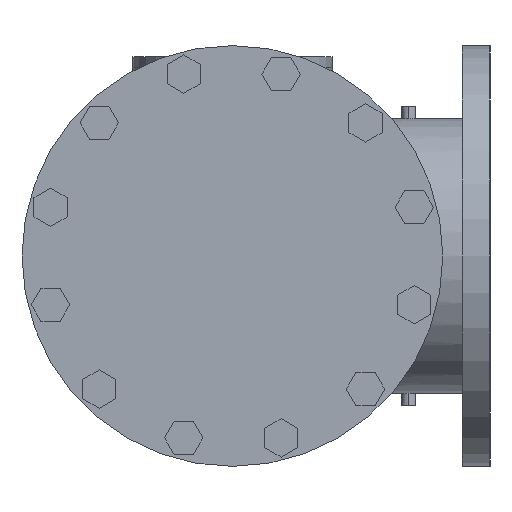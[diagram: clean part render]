
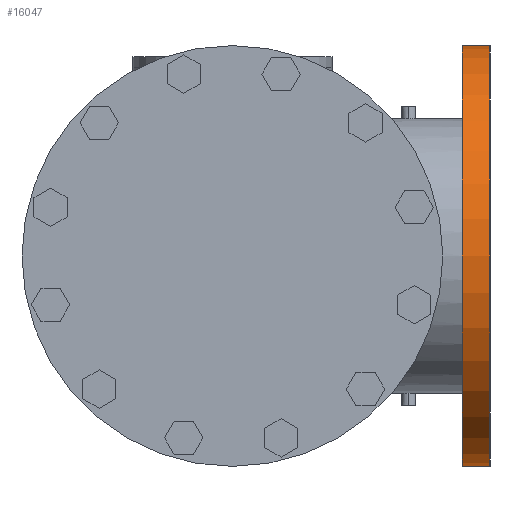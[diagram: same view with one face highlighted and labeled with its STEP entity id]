
A CAD part, left-side view. The second image highlights one B-rep face of the part: STEP entity #16047.
In plain terms, the highlighted cylindrical face has radius 241.3 mm (diameter 482.6 mm), a partial arc.
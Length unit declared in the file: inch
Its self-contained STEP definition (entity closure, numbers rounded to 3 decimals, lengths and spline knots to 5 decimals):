
#446 = VECTOR ( 'NONE', #14663, 39.37008 ) ;
#615 = CARTESIAN_POINT ( 'NONE',  ( 706.75562, 173.78136, 9.5 ) ) ;
#816 = DIRECTION ( 'NONE',  ( 0., 1., 0. ) ) ;
#1360 = VERTEX_POINT ( 'NONE', #21288 ) ;
#1709 = AXIS2_PLACEMENT_3D ( 'NONE', #7139, #816, #23143 ) ;
#1876 = CARTESIAN_POINT ( 'NONE',  ( 706.75562, 173.78136, 0. ) ) ;
#2215 = AXIS2_PLACEMENT_3D ( 'NONE', #1876, #14180, #8009 ) ;
#2325 = CARTESIAN_POINT ( 'NONE',  ( 706.75562, 173.78136, -9.5 ) ) ;
#4290 = VECTOR ( 'NONE', #8271, 39.37008 ) ;
#5113 = ORIENTED_EDGE ( 'NONE', *, *, #8195, .F. ) ;
#5709 = CIRCLE ( 'NONE', #20740, 9.5 ) ;
#6999 = ORIENTED_EDGE ( 'NONE', *, *, #10307, .T. ) ;
#7139 = CARTESIAN_POINT ( 'NONE',  ( 706.75562, 173.78136, 0. ) ) ;
#8009 = DIRECTION ( 'NONE',  ( 0., 0., 1. ) ) ;
#8195 = EDGE_CURVE ( 'NONE', #9532, #16626, #9628, .T. ) ;
#8271 = DIRECTION ( 'NONE',  ( 0., 1., 0. ) ) ;
#8366 = CARTESIAN_POINT ( 'NONE',  ( 706.75562, 172.53136, -9.5 ) ) ;
#8730 = EDGE_LOOP ( 'NONE', ( #5113, #25401, #6999, #22283 ) ) ;
#9532 = VERTEX_POINT ( 'NONE', #8366 ) ;
#9628 = LINE ( 'NONE', #22205, #4290 ) ;
#10307 = EDGE_CURVE ( 'NONE', #1360, #14857, #25161, .T. ) ;
#10631 = CYLINDRICAL_SURFACE ( 'NONE', #1709, 9.5 ) ;
#12520 = DIRECTION ( 'NONE',  ( 0., 1., 0. ) ) ;
#12604 = EDGE_CURVE ( 'NONE', #9532, #1360, #5709, .T. ) ;
#12831 = FACE_OUTER_BOUND ( 'NONE', #8730, .T. ) ;
#14180 = DIRECTION ( 'NONE',  ( 0., 1., 0. ) ) ;
#14663 = DIRECTION ( 'NONE',  ( 0., 1., 0. ) ) ;
#14857 = VERTEX_POINT ( 'NONE', #21262 ) ;
#15859 = EDGE_CURVE ( 'NONE', #16626, #14857, #24966, .T. ) ;
#16047 = ADVANCED_FACE ( 'NONE', ( #12831 ), #10631, .T. ) ;
#16341 = CARTESIAN_POINT ( 'NONE',  ( 706.75562, 172.53136, 0. ) ) ;
#16626 = VERTEX_POINT ( 'NONE', #2325 ) ;
#20562 = DIRECTION ( 'NONE',  ( 0., 0., 1. ) ) ;
#20740 = AXIS2_PLACEMENT_3D ( 'NONE', #16341, #12520, #20562 ) ;
#21262 = CARTESIAN_POINT ( 'NONE',  ( 706.75562, 173.78136, 9.5 ) ) ;
#21288 = CARTESIAN_POINT ( 'NONE',  ( 706.75562, 172.53136, 9.5 ) ) ;
#22205 = CARTESIAN_POINT ( 'NONE',  ( 706.75562, 173.78136, -9.5 ) ) ;
#22283 = ORIENTED_EDGE ( 'NONE', *, *, #15859, .F. ) ;
#23143 = DIRECTION ( 'NONE',  ( 0., 0., 1. ) ) ;
#24966 = CIRCLE ( 'NONE', #2215, 9.5 ) ;
#25161 = LINE ( 'NONE', #615, #446 ) ;
#25401 = ORIENTED_EDGE ( 'NONE', *, *, #12604, .T. ) ;
